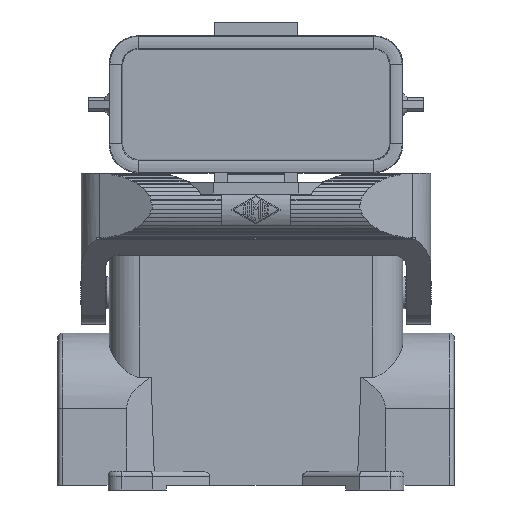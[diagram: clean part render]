
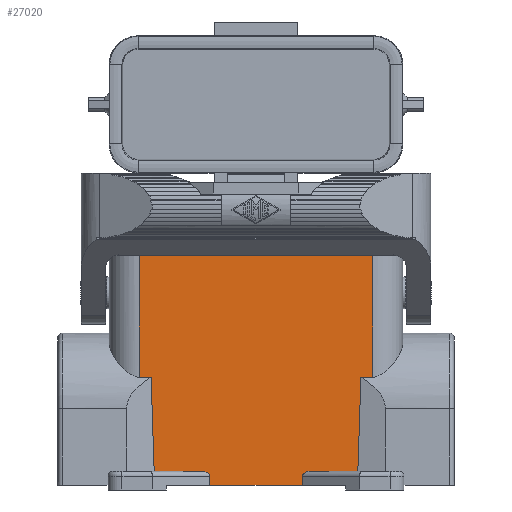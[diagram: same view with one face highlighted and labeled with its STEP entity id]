
A CAD part, front view. The second image highlights one B-rep face of the part: STEP entity #27020.
In plain terms, the highlighted face is planar.
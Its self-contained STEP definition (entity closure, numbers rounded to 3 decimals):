
#6670=CARTESIAN_POINT('',(103.524,43.148,
70.509));
#6680=VERTEX_POINT('',#6670);
#6710=CARTESIAN_POINT('',(47.024,43.148,
70.509));
#6720=DIRECTION('',(1.,0.,0.));
#6730=VECTOR('',#6720,1.);
#6740=LINE('',#6710,#6730);
#6750=CARTESIAN_POINT('',(101.028,43.148,
70.509));
#6760=VERTEX_POINT('',#6750);
#6770=EDGE_CURVE('',#6760,#6680,#6740,.T.);
#16630=CARTESIAN_POINT('',(56.677,43.148,
50.32));
#16640=VERTEX_POINT('',#16630);
#16670=CARTESIAN_POINT('',(58.316,43.148,0.));
#16680=DIRECTION('',(-0.033,0.,0.999));
#16690=VECTOR('',#16680,1.);
#16700=LINE('',#16670,#16690);
#16710=CARTESIAN_POINT('',(56.02,43.148,
70.509));
#16720=VERTEX_POINT('',#16710);
#16730=EDGE_CURVE('',#16640,#16720,#16700,.T.);
#24810=CARTESIAN_POINT('',(88.499,43.148,
49.32));
#24820=VERTEX_POINT('',#24810);
#24850=CARTESIAN_POINT('',(88.499,43.148,0.));
#24860=DIRECTION('',(0.,0.,-1.));
#24870=VECTOR('',#24860,1.);
#24880=LINE('',#24850,#24870);
#24890=CARTESIAN_POINT('',(88.499,43.148,
47.32));
#24900=VERTEX_POINT('',#24890);
#24910=EDGE_CURVE('',#24820,#24900,#24880,.T.);
#26080=CARTESIAN_POINT('',(0.,43.148,98.32));
#26090=DIRECTION('',(-0.,1.,0.));
#26100=DIRECTION('',(1.,0.,0.));
#26110=AXIS2_PLACEMENT_3D('',#26080,#26090,#26100);
#26120=PLANE('',#26110);
#26130=CARTESIAN_POINT('',(53.524,43.148,0.));
#26140=DIRECTION('',(0.,0.,1.));
#26150=VECTOR('',#26140,1.);
#26160=LINE('',#26130,#26150);
#26170=CARTESIAN_POINT('',(53.524,43.148,
70.509));
#26180=VERTEX_POINT('',#26170);
#26190=CARTESIAN_POINT('',(53.524,43.148,
98.32));
#26200=VERTEX_POINT('',#26190);
#26210=EDGE_CURVE('',#26180,#26200,#26160,.T.);
#26220=ORIENTED_EDGE('',*,*,#26210,.T.);
#26230=CARTESIAN_POINT('',(110.024,43.148,
70.509));
#26240=DIRECTION('',(-1.,0.,0.));
#26250=VECTOR('',#26240,1.);
#26260=LINE('',#26230,#26250);
#26270=EDGE_CURVE('',#16720,#26180,#26260,.T.);
#26280=ORIENTED_EDGE('',*,*,#26270,.T.);
#26290=ORIENTED_EDGE('',*,*,#16730,.T.);
#26300=CARTESIAN_POINT('',(0.,43.148,50.32));
#26310=DIRECTION('',(-1.,0.,0.));
#26320=VECTOR('',#26310,1.);
#26330=LINE('',#26300,#26320);
#26340=CARTESIAN_POINT('',(66.993,43.148,
50.32));
#26350=VERTEX_POINT('',#26340);
#26360=EDGE_CURVE('',#26350,#16640,#26330,.T.);
#26370=ORIENTED_EDGE('',*,*,#26360,.T.);
#26380=CARTESIAN_POINT('',(66.993,43.148,
49.32));
#26390=DIRECTION('',(0.,1.,0.));
#26400=DIRECTION('',(1.,0.,0.));
#26410=AXIS2_PLACEMENT_3D('',#26380,#26390,#26400);
#26420=ELLIPSE('',#26410,1.556,1.);
#26430=CARTESIAN_POINT('',(68.549,43.148,
49.32));
#26440=VERTEX_POINT('',#26430);
#26450=EDGE_CURVE('',#26350,#26440,#26420,.T.);
#26460=ORIENTED_EDGE('',*,*,#26450,.F.);
#26470=CARTESIAN_POINT('',(68.549,43.148,0.));
#26480=DIRECTION('',(0.,0.,-1.));
#26490=VECTOR('',#26480,1.);
#26500=LINE('',#26470,#26490);
#26510=CARTESIAN_POINT('',(68.549,43.148,
47.32));
#26520=VERTEX_POINT('',#26510);
#26530=EDGE_CURVE('',#26440,#26520,#26500,.T.);
#26540=ORIENTED_EDGE('',*,*,#26530,.F.);
#26550=CARTESIAN_POINT('',(0.,43.148,47.32));
#26560=DIRECTION('',(-1.,0.,0.));
#26570=VECTOR('',#26560,1.);
#26580=LINE('',#26550,#26570);
#26590=EDGE_CURVE('',#24900,#26520,#26580,.T.);
#26600=ORIENTED_EDGE('',*,*,#26590,.T.);
#26610=ORIENTED_EDGE('',*,*,#24910,.T.);
#26620=CARTESIAN_POINT('',(90.055,43.148,
49.32));
#26630=DIRECTION('',(0.,1.,0.));
#26640=DIRECTION('',(1.,0.,0.));
#26650=AXIS2_PLACEMENT_3D('',#26620,#26630,#26640);
#26660=ELLIPSE('',#26650,1.556,1.);
#26670=CARTESIAN_POINT('',(90.055,43.148,
50.32));
#26680=VERTEX_POINT('',#26670);
#26690=EDGE_CURVE('',#24820,#26680,#26660,.T.);
#26700=ORIENTED_EDGE('',*,*,#26690,.F.);
#26710=CARTESIAN_POINT('',(0.,43.148,50.32));
#26720=DIRECTION('',(1.,0.,0.));
#26730=VECTOR('',#26720,1.);
#26740=LINE('',#26710,#26730);
#26750=CARTESIAN_POINT('',(100.371,43.148,
50.32));
#26760=VERTEX_POINT('',#26750);
#26770=EDGE_CURVE('',#26680,#26760,#26740,.T.);
#26780=ORIENTED_EDGE('',*,*,#26770,.F.);
#26790=CARTESIAN_POINT('',(98.732,43.148,0.));
#26800=DIRECTION('',(0.033,0.,0.999));
#26810=VECTOR('',#26800,1.);
#26820=LINE('',#26790,#26810);
#26830=EDGE_CURVE('',#26760,#6760,#26820,.T.);
#26840=ORIENTED_EDGE('',*,*,#26830,.F.);
#26850=ORIENTED_EDGE('',*,*,#6770,.F.);
#26860=CARTESIAN_POINT('',(103.524,43.148,0.));
#26870=DIRECTION('',(0.,0.,1.));
#26880=VECTOR('',#26870,1.);
#26890=LINE('',#26860,#26880);
#26900=CARTESIAN_POINT('',(103.524,43.148,
98.32));
#26910=VERTEX_POINT('',#26900);
#26920=EDGE_CURVE('',#6680,#26910,#26890,.T.);
#26930=ORIENTED_EDGE('',*,*,#26920,.F.);
#26940=CARTESIAN_POINT('',(0.,43.148,98.32));
#26950=DIRECTION('',(1.,0.,0.));
#26960=VECTOR('',#26950,1.);
#26970=LINE('',#26940,#26960);
#26980=EDGE_CURVE('',#26200,#26910,#26970,.T.);
#26990=ORIENTED_EDGE('',*,*,#26980,.T.);
#27000=EDGE_LOOP('',(#26990,#26930,#26850,#26840,#26780,#26700,#26610,
#26600,#26540,#26460,#26370,#26290,#26280,#26220));
#27010=FACE_OUTER_BOUND('',#27000,.T.);
#27020=ADVANCED_FACE('',(#27010),#26120,.T.);
